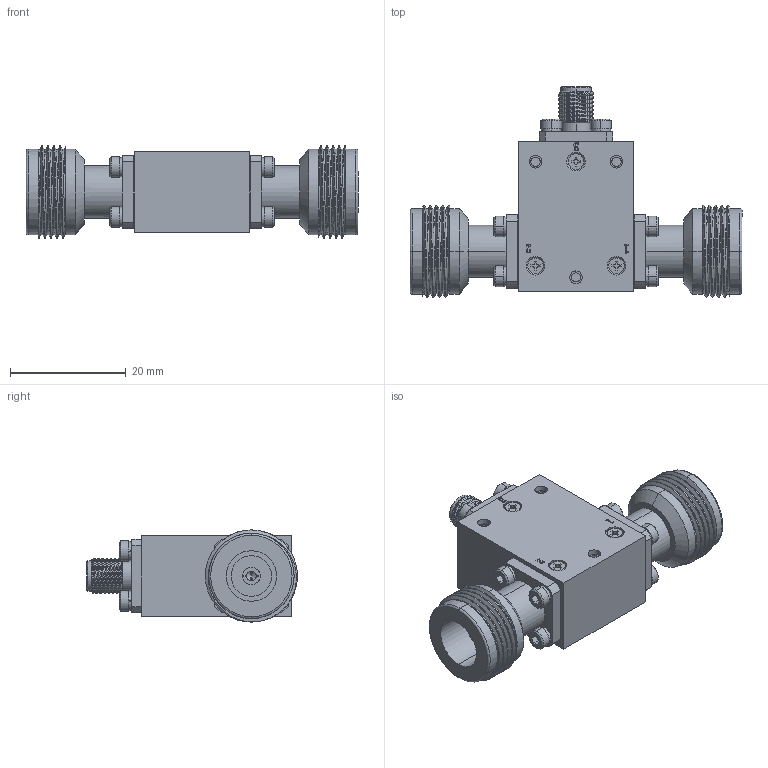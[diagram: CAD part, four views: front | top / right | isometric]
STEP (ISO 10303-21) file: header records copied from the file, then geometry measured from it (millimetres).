
FILE_DESCRIPTION (( 'STEP AP214' ), '1' );
FILE_NAME ('FMCR1040_3D.step', '2025-04-17T16:44:43', ( '' ), ( '' ), 'SwSTEP 2.0', 'SolidWorks 2022', '' );
FILE_SCHEMA (( 'AUTOMOTIVE_DESIGN' ));
Length unit declared in the file: millimetre
Products named in the file (1): FMCR1040_3D
Bounding box: 57.4 x 36.47 x 15.93 mm (x, y, z)
Volume: 11417.2 mm3; surface area: 7548.4 mm2
Topology: 1 solids, 26 shells, 1045 faces, 2722 edges, 1732 vertices
Faces by surface type: plane 514, cylinder 395, cone 94, torus 28, bspline 14
Entity records: 35163 total; most frequent: CARTESIAN_POINT 9624, ORIENTED_EDGE 5356, DIRECTION 5354, EDGE_CURVE 2678, AXIS2_PLACEMENT_3D 1908, VERTEX_POINT 1732, VECTOR 1538, LINE 1538
